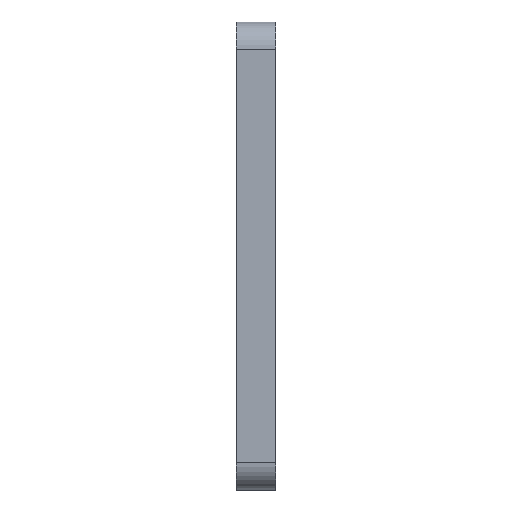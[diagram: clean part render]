
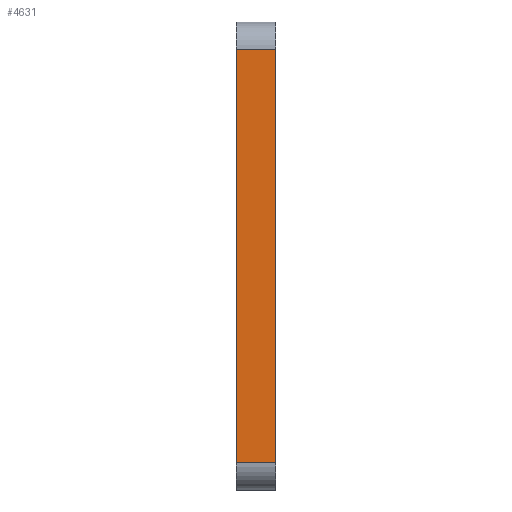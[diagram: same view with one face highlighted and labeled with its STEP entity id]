
A CAD part, left-side view. The second image highlights one B-rep face of the part: STEP entity #4631.
In plain terms, the highlighted planar face has unit normal (-1, 0, 0).
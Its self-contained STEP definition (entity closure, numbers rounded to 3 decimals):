
#168 = EDGE_CURVE ( 'NONE', #7450, #8684, #14600, .T. ) ;
#292 = CARTESIAN_POINT ( 'NONE',  ( -77.507, 214.683, 41.17 ) ) ;
#1520 = DIRECTION ( 'NONE',  ( 0., -1., 0. ) ) ;
#2377 = DIRECTION ( 'NONE',  ( 0., 0., -1. ) ) ;
#2883 = FACE_OUTER_BOUND ( 'NONE', #2952, .T. ) ;
#2952 = EDGE_LOOP ( 'NONE', ( #14722, #8477, #13312, #9664 ) ) ;
#3250 = VECTOR ( 'NONE', #11989, 1000. ) ;
#3436 = CARTESIAN_POINT ( 'NONE',  ( -77.507, 34., 41.17 ) ) ;
#3455 = AXIS2_PLACEMENT_3D ( 'NONE', #11520, #5564, #10544 ) ;
#3486 = CARTESIAN_POINT ( 'NONE',  ( -77.507, 34., -41.5 ) ) ;
#3765 = VECTOR ( 'NONE', #2377, 1000. ) ;
#3803 = CARTESIAN_POINT ( 'NONE',  ( -77.507, 34., 41.17 ) ) ;
#4631 = ADVANCED_FACE ( 'NONE', ( #2883 ), #14279, .T. ) ;
#5563 = CARTESIAN_POINT ( 'NONE',  ( -77.507, 214.683, -41.5 ) ) ;
#5564 = DIRECTION ( 'NONE',  ( -1., 0., 0. ) ) ;
#6874 = LINE ( 'NONE', #5563, #13373 ) ;
#7102 = VERTEX_POINT ( 'NONE', #10252 ) ;
#7450 = VERTEX_POINT ( 'NONE', #3803 ) ;
#7757 = VERTEX_POINT ( 'NONE', #13634 ) ;
#8477 = ORIENTED_EDGE ( 'NONE', *, *, #168, .T. ) ;
#8684 = VERTEX_POINT ( 'NONE', #3486 ) ;
#8933 = VECTOR ( 'NONE', #1520, 1000. ) ;
#9664 = ORIENTED_EDGE ( 'NONE', *, *, #15167, .F. ) ;
#10252 = CARTESIAN_POINT ( 'NONE',  ( -77.507, 26., -41.5 ) ) ;
#10544 = DIRECTION ( 'NONE',  ( 0., 0., 1. ) ) ;
#11452 = LINE ( 'NONE', #292, #8933 ) ;
#11520 = CARTESIAN_POINT ( 'NONE',  ( -77.507, 214.683, 41.17 ) ) ;
#11989 = DIRECTION ( 'NONE',  ( 0., 0., -1. ) ) ;
#13312 = ORIENTED_EDGE ( 'NONE', *, *, #14183, .T. ) ;
#13373 = VECTOR ( 'NONE', #15585, 1000. ) ;
#13463 = LINE ( 'NONE', #15015, #3765 ) ;
#13634 = CARTESIAN_POINT ( 'NONE',  ( -77.507, 26., 41.17 ) ) ;
#14183 = EDGE_CURVE ( 'NONE', #8684, #7102, #6874, .T. ) ;
#14279 = PLANE ( 'NONE',  #3455 ) ;
#14600 = LINE ( 'NONE', #3436, #3250 ) ;
#14722 = ORIENTED_EDGE ( 'NONE', *, *, #16038, .F. ) ;
#15015 = CARTESIAN_POINT ( 'NONE',  ( -77.507, 26., 41.17 ) ) ;
#15167 = EDGE_CURVE ( 'NONE', #7757, #7102, #13463, .T. ) ;
#15585 = DIRECTION ( 'NONE',  ( 0., -1., 0. ) ) ;
#16038 = EDGE_CURVE ( 'NONE', #7450, #7757, #11452, .T. ) ;
